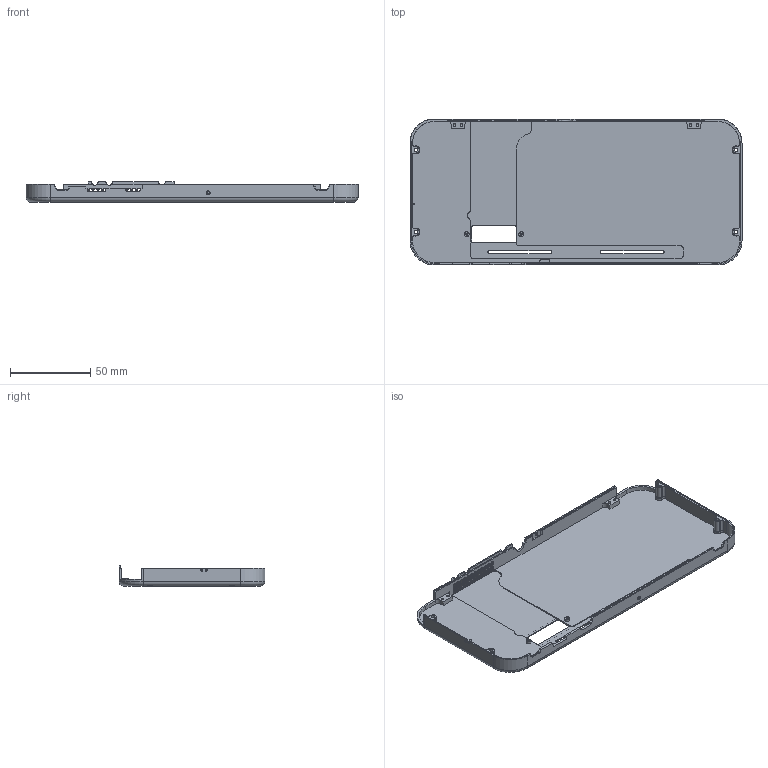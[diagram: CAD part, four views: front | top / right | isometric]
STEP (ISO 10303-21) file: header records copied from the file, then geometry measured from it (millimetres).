
FILE_DESCRIPTION(/* description */ ('STEP AP242','CAx-IF Rec.Pracs.---Representation and Presentation of Product Manufacturing Information (PMI)---4.0---2014-10-13','CAx-IF Rec.Pracs.---3D Tessellated Geometry---0.4---2014-09-14','2;1'),/* implementation_level */ '2;1');
FILE_NAME(/* name */ '66ef8137ef2dbc42af2f88ce',/* time_stamp */ '2024-09-22T02:30:15Z',/* author */ (''),/* organization */ (''),/* preprocessor_version */ 'ST-DEVELOPER v20',/* originating_system */ ' ',/* authorisation */ ' ');
FILE_SCHEMA (('AP242_MANAGED_MODEL_BASED_3D_ENGINEERING_MIM_LF { 1 0 10303 442 1 1 4 }'));
Length unit declared in the file: metre
Products named in the file (1): Back Cover
Bounding box: 207 x 90.95 x 12.62 mm (x, y, z)
Volume: 32078.4 mm3; surface area: 47367.6 mm2
Topology: 1 solids, 1 shells, 466 faces, 1267 edges, 796 vertices
Faces by surface type: plane 232, cylinder 147, cone 71, bspline 12, torus 4
Full cylindrical faces by diameter (mm): 1 x2, 1.1 x2, 1.432 x2, 1.6 x4, 2.032 x4, 2.4 x2, 3 x2, 4.032 x4
Entity records: 14906 total; most frequent: CARTESIAN_POINT 3066, DIRECTION 2478, ORIENTED_EDGE 2450, EDGE_CURVE 1225, AXIS2_PLACEMENT_3D 850, VERTEX_POINT 786, LINE 778, VECTOR 778
